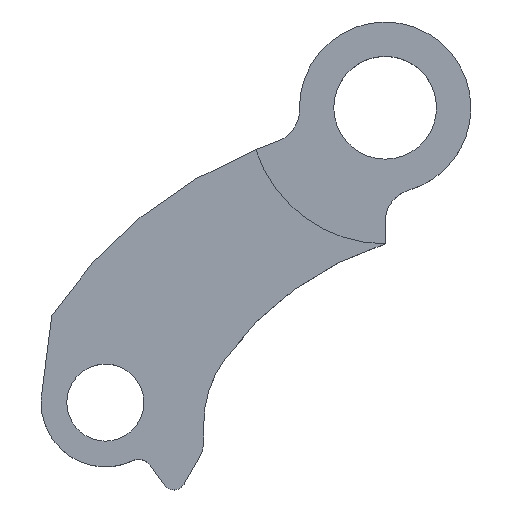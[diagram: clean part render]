
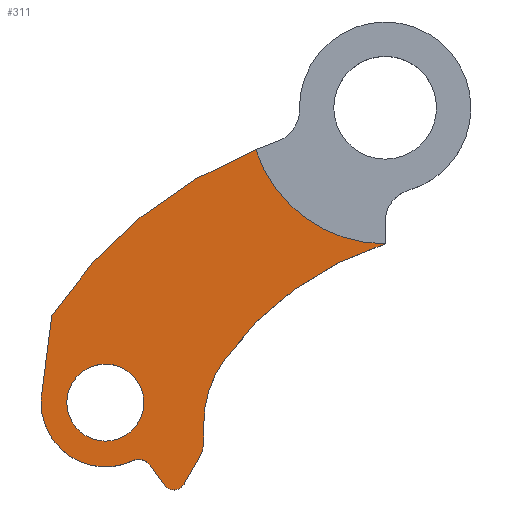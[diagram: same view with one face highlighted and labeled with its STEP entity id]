
A CAD part, top view. The second image highlights one B-rep face of the part: STEP entity #311.
In plain terms, the highlighted planar face has unit normal (0, 0, 1).
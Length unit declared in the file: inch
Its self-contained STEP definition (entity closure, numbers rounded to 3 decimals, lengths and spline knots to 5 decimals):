
#15 = ORIENTED_EDGE ( 'NONE', *, *, #442, .T. ) ;
#23 = VECTOR ( 'NONE', #728, 39.37008 ) ;
#52 = DIRECTION ( 'NONE',  ( 0., 0., 1. ) ) ;
#54 = LINE ( 'NONE', #546, #23 ) ;
#72 = AXIS2_PLACEMENT_3D ( 'NONE', #386, #130, #301 ) ;
#78 = DIRECTION ( 'NONE',  ( 1., 0., 0. ) ) ;
#96 = DIRECTION ( 'NONE',  ( 0., 0., 1. ) ) ;
#97 = VECTOR ( 'NONE', #654, 39.37008 ) ;
#98 = EDGE_CURVE ( 'NONE', #428, #398, #819, .T. ) ;
#101 = VERTEX_POINT ( 'NONE', #607 ) ;
#115 = ORIENTED_EDGE ( 'NONE', *, *, #613, .T. ) ;
#124 = VERTEX_POINT ( 'NONE', #844 ) ;
#130 = DIRECTION ( 'NONE',  ( 0., 0., 1. ) ) ;
#131 = VERTEX_POINT ( 'NONE', #669 ) ;
#132 = CARTESIAN_POINT ( 'NONE',  ( 0.05556, -0.03208, 0.315 ) ) ;
#143 = DIRECTION ( 'NONE',  ( 0., 0., 1. ) ) ;
#149 = CARTESIAN_POINT ( 'NONE',  ( -1.58, -1.354, 0.315 ) ) ;
#158 = DIRECTION ( 'NONE',  ( 1., 0., 0. ) ) ;
#160 = CARTESIAN_POINT ( 'NONE',  ( -1.285, -1.354, 0.315 ) ) ;
#168 = ORIENTED_EDGE ( 'NONE', *, *, #757, .T. ) ;
#169 = AXIS2_PLACEMENT_3D ( 'NONE', #399, #779, #313 ) ;
#171 = DIRECTION ( 'NONE',  ( 1., 0., 0. ) ) ;
#184 = ORIENTED_EDGE ( 'NONE', *, *, #834, .F. ) ;
#191 = ORIENTED_EDGE ( 'NONE', *, *, #98, .F. ) ;
#201 = CARTESIAN_POINT ( 'NONE',  ( -0.92317, -1.72728, 0.315 ) ) ;
#224 = CIRCLE ( 'NONE', #764, 0.15 ) ;
#229 = CARTESIAN_POINT ( 'NONE',  ( 0.42321, -1.99019, 0.315 ) ) ;
#242 = CARTESIAN_POINT ( 'NONE',  ( 0., 0., 0.315 ) ) ;
#259 = CARTESIAN_POINT ( 'NONE',  ( -1.285, -1.354, 0.315 ) ) ;
#262 = ORIENTED_EDGE ( 'NONE', *, *, #885, .F. ) ;
#267 = DIRECTION ( 'NONE',  ( 1., 0., 0. ) ) ;
#270 = EDGE_CURVE ( 'NONE', #371, #929, #923, .T. ) ;
#281 = FACE_BOUND ( 'NONE', #641, .T. ) ;
#282 = AXIS2_PLACEMENT_3D ( 'NONE', #598, #52, #533 ) ;
#301 = DIRECTION ( 'NONE',  ( 1., 0., 0. ) ) ;
#311 = ADVANCED_FACE ( 'NONE', ( #281, #821 ), #491, .T. ) ;
#313 = DIRECTION ( 'NONE',  ( 1., 0., 0. ) ) ;
#330 = VERTEX_POINT ( 'NONE', #488 ) ;
#331 = DIRECTION ( 'NONE',  ( 1., 0., 0. ) ) ;
#335 = EDGE_CURVE ( 'NONE', #747, #411, #54, .T. ) ;
#350 = ORIENTED_EDGE ( 'NONE', *, *, #612, .F. ) ;
#354 = CARTESIAN_POINT ( 'NONE',  ( 0.14031, -2.05326, 0.315 ) ) ;
#368 = DIRECTION ( 'NONE',  ( 1., 0., 0. ) ) ;
#371 = VERTEX_POINT ( 'NONE', #149 ) ;
#379 = CARTESIAN_POINT ( 'NONE',  ( -0.8531, -1.60592, 0.315 ) ) ;
#386 = CARTESIAN_POINT ( 'NONE',  ( -1.285, -1.354, 0.315 ) ) ;
#391 = EDGE_CURVE ( 'NONE', #919, #428, #642, .T. ) ;
#398 = VERTEX_POINT ( 'NONE', #404 ) ;
#399 = CARTESIAN_POINT ( 'NONE',  ( 0., 0., 0.315 ) ) ;
#404 = CARTESIAN_POINT ( 'NONE',  ( -0.833, -1.45008, 0.315 ) ) ;
#407 = CIRCLE ( 'NONE', #282, 0.055 ) ;
#408 = DIRECTION ( 'NONE',  ( 1., 0., 0. ) ) ;
#411 = VERTEX_POINT ( 'NONE', #664 ) ;
#415 = EDGE_CURVE ( 'NONE', #919, #708, #433, .T. ) ;
#417 = ORIENTED_EDGE ( 'NONE', *, *, #572, .T. ) ;
#428 = VERTEX_POINT ( 'NONE', #843 ) ;
#431 = DIRECTION ( 'NONE',  ( 0., 0., 1. ) ) ;
#433 = CIRCLE ( 'NONE', #169, 0.625 ) ;
#436 = DIRECTION ( 'NONE',  ( 0., 0., 1. ) ) ;
#437 = AXIS2_PLACEMENT_3D ( 'NONE', #871, #436, #811 ) ;
#439 = ORIENTED_EDGE ( 'NONE', *, *, #270, .T. ) ;
#442 = EDGE_CURVE ( 'NONE', #747, #571, #407, .T. ) ;
#463 = VECTOR ( 'NONE', #644, 39.37008 ) ;
#474 = CIRCLE ( 'NONE', #437, 0.295 ) ;
#488 = CARTESIAN_POINT ( 'NONE',  ( -1.53053, -0.95405, 0.315 ) ) ;
#491 = PLANE ( 'NONE',  #752 ) ;
#495 = ORIENTED_EDGE ( 'NONE', *, *, #391, .F. ) ;
#498 = ORIENTED_EDGE ( 'NONE', *, *, #505, .T. ) ;
#505 = EDGE_CURVE ( 'NONE', #536, #398, #691, .T. ) ;
#528 = DIRECTION ( 'NONE',  ( -0.5, -0.866, 0. ) ) ;
#533 = DIRECTION ( 'NONE',  ( 1., 0., 0. ) ) ;
#536 = VERTEX_POINT ( 'NONE', #765 ) ;
#546 = CARTESIAN_POINT ( 'NONE',  ( -1.49179, -1.06409, 0.315 ) ) ;
#550 = CARTESIAN_POINT ( 'NONE',  ( -1.01557, -1.73172, 0.315 ) ) ;
#562 = ORIENTED_EDGE ( 'NONE', *, *, #720, .F. ) ;
#564 = CARTESIAN_POINT ( 'NONE',  ( -0.59442, -0.19311, 0.315 ) ) ;
#571 = VERTEX_POINT ( 'NONE', #201 ) ;
#572 = EDGE_CURVE ( 'NONE', #330, #124, #633, .T. ) ;
#574 = VERTEX_POINT ( 'NONE', #379 ) ;
#584 = CARTESIAN_POINT ( 'NONE',  ( -1.38329, 0.17966, 0.315 ) ) ;
#598 = CARTESIAN_POINT ( 'NONE',  ( -0.9708, -1.69978, 0.315 ) ) ;
#606 = DIRECTION ( 'NONE',  ( 1., 0., 0. ) ) ;
#607 = CARTESIAN_POINT ( 'NONE',  ( -1.108, -1.354, 0.315 ) ) ;
#612 = EDGE_CURVE ( 'NONE', #411, #929, #861, .T. ) ;
#613 = EDGE_CURVE ( 'NONE', #708, #330, #768, .T. ) ;
#614 = DIRECTION ( 'NONE',  ( 0., 0., 1. ) ) ;
#633 = LINE ( 'NONE', #584, #463 ) ;
#638 = AXIS2_PLACEMENT_3D ( 'NONE', #160, #614, #78 ) ;
#641 = EDGE_LOOP ( 'NONE', ( #562, #184 ) ) ;
#642 = CIRCLE ( 'NONE', #881, 1.42929 ) ;
#644 = DIRECTION ( 'NONE',  ( -0.129, -0.992, 0. ) ) ;
#649 = AXIS2_PLACEMENT_3D ( 'NONE', #259, #688, #171 ) ;
#650 = LINE ( 'NONE', #132, #790 ) ;
#654 = DIRECTION ( 'NONE',  ( 0., 1., 0. ) ) ;
#657 = CARTESIAN_POINT ( 'NONE',  ( -0.833, 0., 0.315 ) ) ;
#664 = CARTESIAN_POINT ( 'NONE',  ( -1.07938, -1.64226, 0.315 ) ) ;
#669 = CARTESIAN_POINT ( 'NONE',  ( -1.462, -1.354, 0.315 ) ) ;
#676 = DIRECTION ( 'NONE',  ( 0., 0., 1. ) ) ;
#686 = ORIENTED_EDGE ( 'NONE', *, *, #415, .T. ) ;
#688 = DIRECTION ( 'NONE',  ( 0., 0., 1. ) ) ;
#691 = LINE ( 'NONE', #657, #97 ) ;
#699 = EDGE_CURVE ( 'NONE', #124, #371, #474, .T. ) ;
#708 = VERTEX_POINT ( 'NONE', #564 ) ;
#720 = EDGE_CURVE ( 'NONE', #131, #101, #781, .T. ) ;
#728 = DIRECTION ( 'NONE',  ( -0.581, 0.814, 0. ) ) ;
#739 = ORIENTED_EDGE ( 'NONE', *, *, #335, .F. ) ;
#740 = CARTESIAN_POINT ( 'NONE',  ( -0.333, -1.45008, 0.315 ) ) ;
#742 = CIRCLE ( 'NONE', #72, 0.177 ) ;
#747 = VERTEX_POINT ( 'NONE', #550 ) ;
#752 = AXIS2_PLACEMENT_3D ( 'NONE', #242, #676, #158 ) ;
#757 = EDGE_CURVE ( 'NONE', #574, #536, #224, .T. ) ;
#764 = AXIS2_PLACEMENT_3D ( 'NONE', #851, #788, #331 ) ;
#765 = CARTESIAN_POINT ( 'NONE',  ( -0.833, -1.53092, 0.315 ) ) ;
#768 = CIRCLE ( 'NONE', #867, 2. ) ;
#779 = DIRECTION ( 'NONE',  ( 0., 0., -1. ) ) ;
#781 = CIRCLE ( 'NONE', #649, 0.177 ) ;
#788 = DIRECTION ( 'NONE',  ( 0., 0., 1. ) ) ;
#790 = VECTOR ( 'NONE', #528, 39.37008 ) ;
#799 = EDGE_LOOP ( 'NONE', ( #495, #686, #115, #417, #876, #439, #350, #739, #15, #262, #168, #498, #191 ) ) ;
#811 = DIRECTION ( 'NONE',  ( 1., 0., 0. ) ) ;
#818 = DIRECTION ( 'NONE',  ( 0., 0., 1. ) ) ;
#819 = CIRCLE ( 'NONE', #899, 0.5 ) ;
#821 = FACE_OUTER_BOUND ( 'NONE', #799, .T. ) ;
#825 = AXIS2_PLACEMENT_3D ( 'NONE', #880, #818, #368 ) ;
#834 = EDGE_CURVE ( 'NONE', #101, #131, #742, .T. ) ;
#835 = CARTESIAN_POINT ( 'NONE',  ( 0., -0.625, 0.315 ) ) ;
#843 = CARTESIAN_POINT ( 'NONE',  ( -0.73988, -1.15948, 0.315 ) ) ;
#844 = CARTESIAN_POINT ( 'NONE',  ( -1.57754, -1.31601, 0.315 ) ) ;
#851 = CARTESIAN_POINT ( 'NONE',  ( -0.983, -1.53092, 0.315 ) ) ;
#861 = CIRCLE ( 'NONE', #825, 0.065 ) ;
#867 = AXIS2_PLACEMENT_3D ( 'NONE', #354, #96, #267 ) ;
#871 = CARTESIAN_POINT ( 'NONE',  ( -1.285, -1.354, 0.315 ) ) ;
#876 = ORIENTED_EDGE ( 'NONE', *, *, #699, .T. ) ;
#880 = CARTESIAN_POINT ( 'NONE',  ( -1.1323, -1.68001, 0.315 ) ) ;
#881 = AXIS2_PLACEMENT_3D ( 'NONE', #229, #143, #606 ) ;
#885 = EDGE_CURVE ( 'NONE', #574, #571, #650, .T. ) ;
#890 = CARTESIAN_POINT ( 'NONE',  ( -1.15987, -1.62115, 0.315 ) ) ;
#899 = AXIS2_PLACEMENT_3D ( 'NONE', #740, #431, #408 ) ;
#919 = VERTEX_POINT ( 'NONE', #835 ) ;
#923 = CIRCLE ( 'NONE', #638, 0.295 ) ;
#929 = VERTEX_POINT ( 'NONE', #890 ) ;
